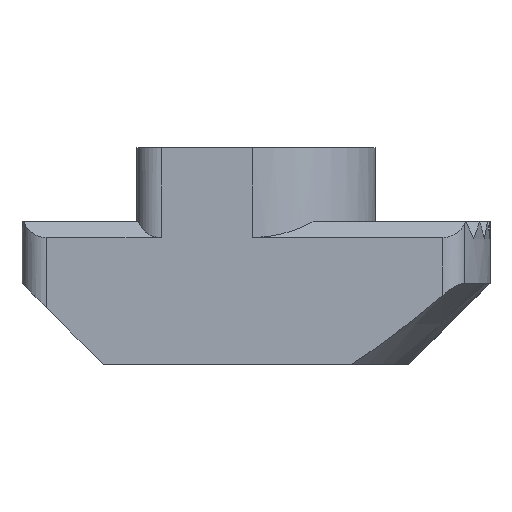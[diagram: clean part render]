
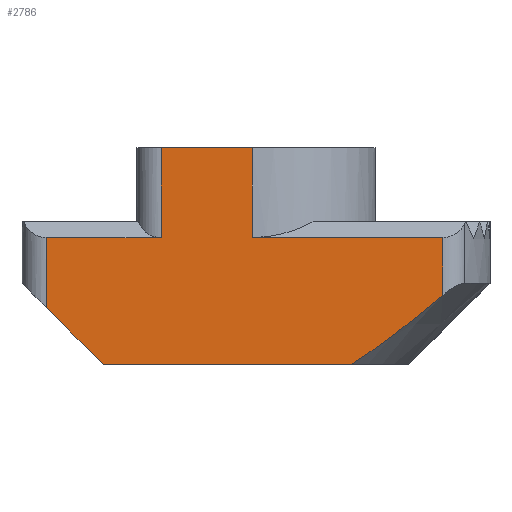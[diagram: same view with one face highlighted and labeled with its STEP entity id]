
A CAD part, left-side view. The second image highlights one B-rep face of the part: STEP entity #2786.
In plain terms, the highlighted planar face has unit normal (-1, 0, 0).
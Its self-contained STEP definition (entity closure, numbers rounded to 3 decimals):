
#1456=HYPERBOLA('',#2622,4.85,4.85);
#1681=ORIENTED_EDGE('',*,*,#2109,.T.);
#1682=ORIENTED_EDGE('',*,*,#2119,.F.);
#1683=ORIENTED_EDGE('',*,*,#2171,.F.);
#1684=ORIENTED_EDGE('',*,*,#2167,.F.);
#1685=ORIENTED_EDGE('',*,*,#2166,.F.);
#1686=ORIENTED_EDGE('',*,*,#2066,.F.);
#1687=ORIENTED_EDGE('',*,*,#2077,.F.);
#1688=ORIENTED_EDGE('',*,*,#2172,.T.);
#1689=ORIENTED_EDGE('',*,*,#2173,.F.);
#1690=ORIENTED_EDGE('',*,*,#2174,.T.);
#1799=VECTOR('',#2319,1.);
#1826=VECTOR('',#2392,1.);
#1830=VECTOR('',#2410,1.);
#1855=VECTOR('',#2509,1.);
#1856=VECTOR('',#2512,1.);
#1858=VECTOR('',#2520,1.);
#1859=VECTOR('',#2521,1.);
#1860=VECTOR('',#2522,1.);
#1861=VECTOR('',#2523,1.);
#1885=LINE('',#2820,#1799);
#1912=LINE('',#2938,#1826);
#1916=LINE('',#2956,#1830);
#1941=LINE('',#3080,#1855);
#1942=LINE('',#3083,#1856);
#1944=LINE('',#3090,#1858);
#1945=LINE('',#3092,#1859);
#1946=LINE('',#3094,#1860);
#1947=LINE('',#3095,#1861);
#1972=VERTEX_POINT('',#2817);
#1973=VERTEX_POINT('',#2819);
#1981=VERTEX_POINT('',#2839);
#2007=VERTEX_POINT('',#2934);
#2009=VERTEX_POINT('',#2937);
#2016=VERTEX_POINT('',#2954);
#2045=VERTEX_POINT('',#3076);
#2047=VERTEX_POINT('',#3082);
#2050=VERTEX_POINT('',#3091);
#2051=VERTEX_POINT('',#3093);
#2066=EDGE_CURVE('',#1972,#1973,#1885,.T.);
#2077=EDGE_CURVE('',#1981,#1972,#1456,.T.);
#2109=EDGE_CURVE('',#2009,#2007,#1912,.T.);
#2119=EDGE_CURVE('',#2016,#2007,#1916,.T.);
#2166=EDGE_CURVE('',#1973,#2045,#1941,.T.);
#2167=EDGE_CURVE('',#2045,#2047,#1942,.T.);
#2171=EDGE_CURVE('',#2047,#2016,#1944,.T.);
#2172=EDGE_CURVE('',#1981,#2050,#1945,.T.);
#2173=EDGE_CURVE('',#2051,#2050,#1946,.T.);
#2174=EDGE_CURVE('',#2051,#2009,#1947,.T.);
#2235=EDGE_LOOP('',(#1681,#1682,#1683,#1684,#1685,#1686,#1687,#1688,#1689,
#1690));
#2289=FACE_BOUND('',#2235,.T.);
#2319=DIRECTION('',(0.,10.062,0.));
#2337=DIRECTION('',(-1.,0.,0.));
#2338=DIRECTION('',(0.,0.,1.));
#2392=DIRECTION('',(0.,3.7,0.));
#2410=DIRECTION('',(0.,0.,3.65));
#2509=DIRECTION('',(0.,2.3,2.3));
#2512=DIRECTION('',(0.,0.,2.85));
#2518=DIRECTION('',(-1.,0.,0.));
#2519=DIRECTION('',(0.,1.,0.));
#2520=DIRECTION('',(0.,-4.65,0.));
#2521=DIRECTION('',(0.,0.,2.353));
#2522=DIRECTION('',(0.,-7.728,0.));
#2523=DIRECTION('',(0.,0.,3.65));
#2622=AXIS2_PLACEMENT_3D('',#2872,#2337,#2338);
#2686=AXIS2_PLACEMENT_3D('',#3089,#2518,#2519);
#2739=PLANE('',#2686);
#2786=ADVANCED_FACE('',(#2289),#2739,.T.);
#2817=CARTESIAN_POINT('',(-4.85,-3.862,0.));
#2819=CARTESIAN_POINT('',(-4.85,6.2,0.));
#2820=CARTESIAN_POINT('',(-4.85,-3.862,0.));
#2839=CARTESIAN_POINT('',(-4.85,-7.578,2.797));
#2872=CARTESIAN_POINT('',(-4.85,0.,-6.2));
#2934=CARTESIAN_POINT('',(-4.85,3.85,8.8));
#2937=CARTESIAN_POINT('',(-4.85,0.15,8.8));
#2938=CARTESIAN_POINT('',(-4.85,0.15,8.8));
#2954=CARTESIAN_POINT('',(-4.85,3.85,5.15));
#2956=CARTESIAN_POINT('',(-4.85,3.85,5.15));
#3076=CARTESIAN_POINT('',(-4.85,8.5,2.3));
#3080=CARTESIAN_POINT('',(-4.85,6.2,0.));
#3082=CARTESIAN_POINT('',(-4.85,8.5,5.15));
#3083=CARTESIAN_POINT('',(-4.85,8.5,2.3));
#3089=CARTESIAN_POINT('',(-4.85,0.15,8.8));
#3090=CARTESIAN_POINT('',(-4.85,8.5,5.15));
#3091=CARTESIAN_POINT('',(-4.85,-7.578,5.15));
#3092=CARTESIAN_POINT('',(-4.85,-7.578,2.797));
#3093=CARTESIAN_POINT('',(-4.85,0.15,5.15));
#3094=CARTESIAN_POINT('',(-4.85,0.15,5.15));
#3095=CARTESIAN_POINT('',(-4.85,0.15,5.15));
